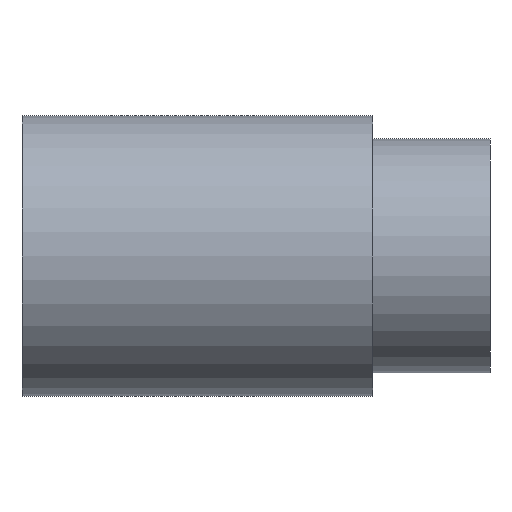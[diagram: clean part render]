
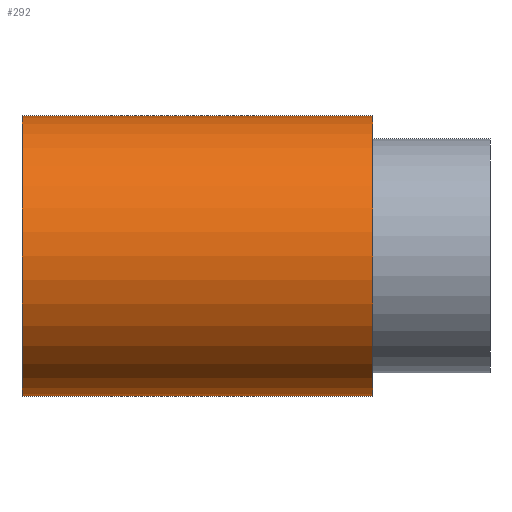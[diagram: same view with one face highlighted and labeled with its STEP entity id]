
A CAD part, left-side view. The second image highlights one B-rep face of the part: STEP entity #292.
In plain terms, the highlighted cylindrical face has radius 7.62 mm (diameter 15.24 mm), a partial arc.
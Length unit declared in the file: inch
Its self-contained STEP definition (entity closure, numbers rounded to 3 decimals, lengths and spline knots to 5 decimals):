
#12 = AXIS2_PLACEMENT_3D ( 'NONE', #89, #119, #127 ) ;
#19 = EDGE_CURVE ( 'NONE', #181, #286, #196, .T. ) ;
#53 = CARTESIAN_POINT ( 'NONE',  ( 0., 0., 0.3 ) ) ;
#66 = CARTESIAN_POINT ( 'NONE',  ( 0., 0.25, -0.3 ) ) ;
#74 = CARTESIAN_POINT ( 'NONE',  ( 0., 0.25, 0.3 ) ) ;
#86 = DIRECTION ( 'NONE',  ( 0., 0., -1. ) ) ;
#88 = CARTESIAN_POINT ( 'NONE',  ( 0., 0.25, 0. ) ) ;
#89 = CARTESIAN_POINT ( 'NONE',  ( 0., 0., 0. ) ) ;
#94 = CARTESIAN_POINT ( 'NONE',  ( 0., 1., 0. ) ) ;
#110 = DIRECTION ( 'NONE',  ( 0., -1., 0. ) ) ;
#111 = CARTESIAN_POINT ( 'NONE',  ( 0., 1., 0.3 ) ) ;
#112 = DIRECTION ( 'NONE',  ( 0., -1., 0. ) ) ;
#113 = CARTESIAN_POINT ( 'NONE',  ( 0., 0., -0.3 ) ) ;
#114 = DIRECTION ( 'NONE',  ( 0., 0., -1. ) ) ;
#119 = DIRECTION ( 'NONE',  ( 0., -1., 0. ) ) ;
#122 = CARTESIAN_POINT ( 'NONE',  ( 0., 1., -0.3 ) ) ;
#123 = DIRECTION ( 'NONE',  ( 0., -1., 0. ) ) ;
#127 = DIRECTION ( 'NONE',  ( 0., 0., -1. ) ) ;
#140 = DIRECTION ( 'NONE',  ( 0., -1., 0. ) ) ;
#142 = VERTEX_POINT ( 'NONE', #122 ) ;
#148 = EDGE_LOOP ( 'NONE', ( #188, #260, #253, #261 ) ) ;
#171 = FACE_OUTER_BOUND ( 'NONE', #148, .T. ) ;
#175 = CYLINDRICAL_SURFACE ( 'NONE', #12, 0.3 ) ;
#181 = VERTEX_POINT ( 'NONE', #111 ) ;
#188 = ORIENTED_EDGE ( 'NONE', *, *, #19, .F. ) ;
#196 = LINE ( 'NONE', #53, #200 ) ;
#200 = VECTOR ( 'NONE', #110, 39.37008 ) ;
#208 = AXIS2_PLACEMENT_3D ( 'NONE', #88, #123, #86 ) ;
#209 = AXIS2_PLACEMENT_3D ( 'NONE', #94, #140, #114 ) ;
#216 = CIRCLE ( 'NONE', #209, 0.3 ) ;
#221 = CIRCLE ( 'NONE', #208, 0.3 ) ;
#225 = LINE ( 'NONE', #113, #227 ) ;
#227 = VECTOR ( 'NONE', #112, 39.37008 ) ;
#250 = VERTEX_POINT ( 'NONE', #66 ) ;
#253 = ORIENTED_EDGE ( 'NONE', *, *, #279, .T. ) ;
#260 = ORIENTED_EDGE ( 'NONE', *, *, #276, .T. ) ;
#261 = ORIENTED_EDGE ( 'NONE', *, *, #275, .F. ) ;
#275 = EDGE_CURVE ( 'NONE', #286, #250, #221, .T. ) ;
#276 = EDGE_CURVE ( 'NONE', #181, #142, #216, .T. ) ;
#279 = EDGE_CURVE ( 'NONE', #142, #250, #225, .T. ) ;
#286 = VERTEX_POINT ( 'NONE', #74 ) ;
#292 = ADVANCED_FACE ( 'NONE', ( #171 ), #175, .T. ) ;
